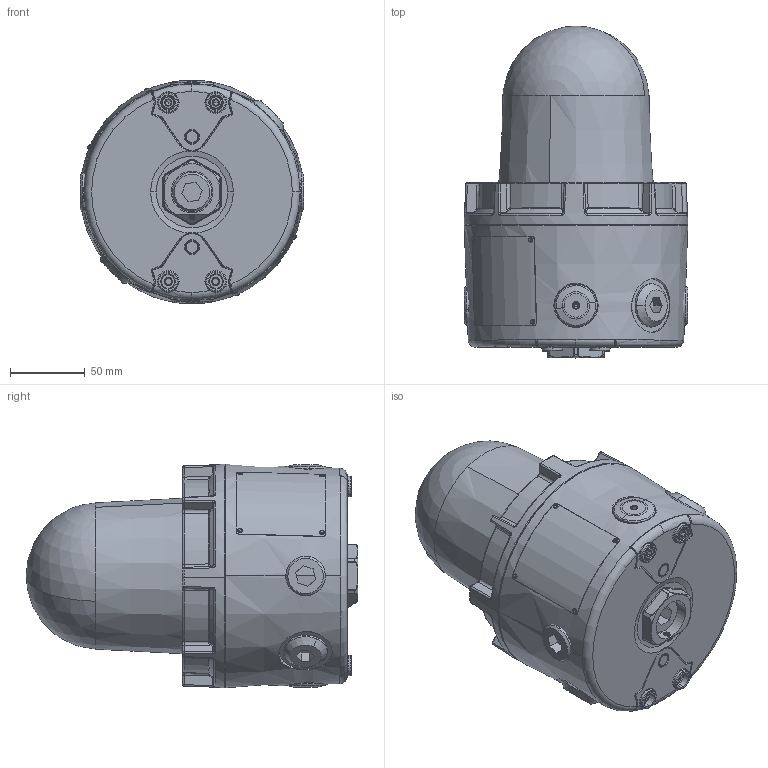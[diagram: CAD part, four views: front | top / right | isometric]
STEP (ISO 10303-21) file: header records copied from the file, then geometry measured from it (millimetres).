
FILE_DESCRIPTION (( 'STEP AP214' ), '1' );
FILE_NAME ('D191-05-251-3D_Issue_1-2.STEP', '2018-04-10T11:57:05', ( '' ), ( '' ), 'SwSTEP 2.0', 'SolidWorks 2018', '' );
FILE_SCHEMA (( 'AUTOMOTIVE_DESIGN' ));
Length unit declared in the file: millimetre
Products named in the file (13): Part5^D191-05-251-3D_Issue_1-2; D191-78-001-3D_Issue_1-defeature; SPMHSM20; D191-55-285-3D_Issue_3; SCSSM4X6SSA4; D191-05-251-3D_Issue_1-2; SCHXSKTM5X16A4; D191-55-251-3D_Issue_3-defeature_Machined; SPA0B - 34 INCH_NPT STOPPING PLUG; D191-55-201-3D_Issue_6-defeature_2D Machining; D191-99-251-3D_Issue_1-curve; D191-50-001-3D_Issue_2; HDRSS0X18R
Assembly tree (25 placements, depth 2):
  Part5^D191-05-251-3D_Issue_1-2
  D191-05-251-3D_Issue_1-2
    D191-55-201-3D_Issue_6-defeature_2D Machining
    D191-55-285-3D_Issue_3  x2
    SCHXSKTM5X16A4  x2
    D191-50-001-3D_Issue_2  x2
    SCSSM4X6SSA4
    SPMHSM20  x2
    SPA0B - 34 INCH_NPT STOPPING PLUG  x3
    D191-99-251-3D_Issue_1-curve  x2
    HDRSS0X18R  x8
    D191-55-251-3D_Issue_3-defeature_Machined
    D191-78-001-3D_Issue_1-defeature
Bounding box: 150 x 222.63 x 149.97 mm (x, y, z)
Volume: 2748492.8 mm3; surface area: 225483.6 mm2
Topology: 25 solids, 27 shells, 1416 faces, 3239 edges, 1912 vertices
Faces by surface type: torus 318, cylinder 288, plane 287, cone 277, bspline 194, sphere 52
Entity records: 48253 total; most frequent: CARTESIAN_POINT 17413, DIRECTION 5208, ORIENTED_EDGE 5066, EDGE_CURVE 2533, AXIS2_PLACEMENT_3D 2285, VERTEX_POINT 1508, CIRCLE 1331, EDGE_LOOP 1203
